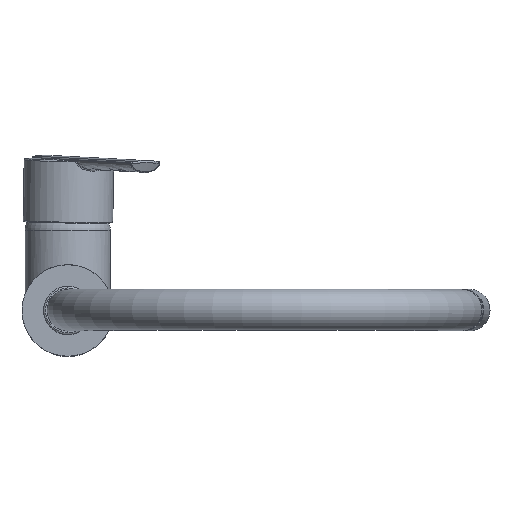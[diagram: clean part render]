
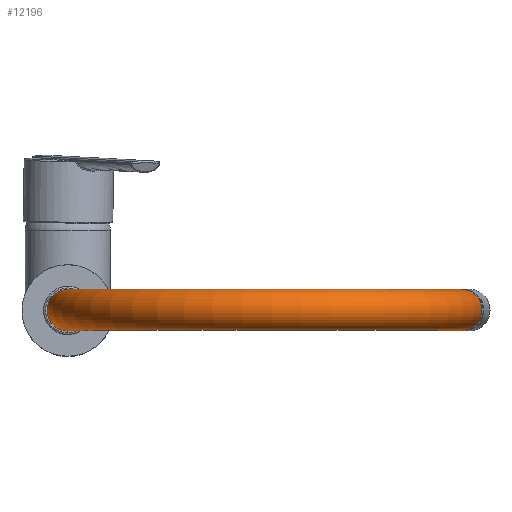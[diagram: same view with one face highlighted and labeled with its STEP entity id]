
A CAD part, top view. The second image highlights one B-rep face of the part: STEP entity #12196.
In plain terms, the highlighted toroidal (fillet/blend) face has major radius 110.5 mm and minor radius 11.5 mm.
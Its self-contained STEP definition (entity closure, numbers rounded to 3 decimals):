
#191=TOROIDAL_SURFACE('',#13509,110.5,11.5);
#672=CIRCLE('',#13508,11.5);
#673=CIRCLE('',#13510,11.5);
#4887=ORIENTED_EDGE('',*,*,#6686,.T.);
#4888=ORIENTED_EDGE('',*,*,#6687,.F.);
#6686=EDGE_CURVE('',#7856,#7856,#672,.F.);
#6687=EDGE_CURVE('',#7857,#7857,#673,.F.);
#7856=VERTEX_POINT('',#21553);
#7857=VERTEX_POINT('',#21556);
#10729=EDGE_LOOP('',(#4887));
#10730=EDGE_LOOP('',(#4888));
#11462=FACE_BOUND('',#10729,.T.);
#11463=FACE_BOUND('',#10730,.T.);
#12196=ADVANCED_FACE('',(#11462,#11463),#191,.T.);
#13508=AXIS2_PLACEMENT_3D('',#21552,#16969,#16970);
#13509=AXIS2_PLACEMENT_3D('',#21554,#16971,#16972);
#13510=AXIS2_PLACEMENT_3D('',#21555,#16973,#16974);
#16969=DIRECTION('',(0.,0.,-1.));
#16970=DIRECTION('',(1.,0.,0.));
#16971=DIRECTION('',(0.,-1.,0.));
#16972=DIRECTION('',(0.,0.,-1.));
#16973=DIRECTION('',(-0.174,0.,0.985));
#16974=DIRECTION('',(-0.985,0.,-0.174));
#21552=CARTESIAN_POINT('',(0.,0.,
231.5));
#21553=CARTESIAN_POINT('',(11.5,0.,231.5));
#21554=CARTESIAN_POINT('',(110.5,0.,231.5));
#21555=CARTESIAN_POINT('',(219.321,0.,250.688));
#21556=CARTESIAN_POINT('',(207.996,0.,248.691));
